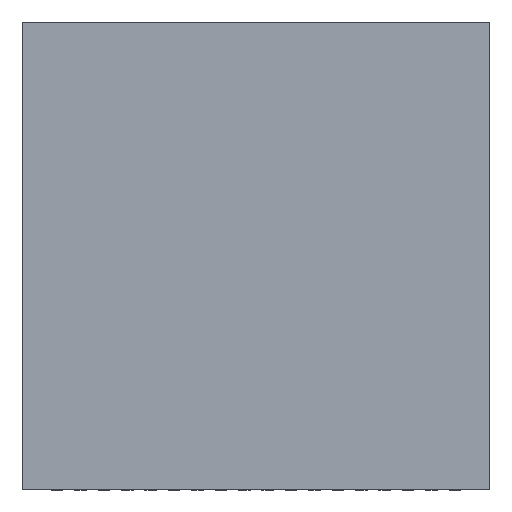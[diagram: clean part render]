
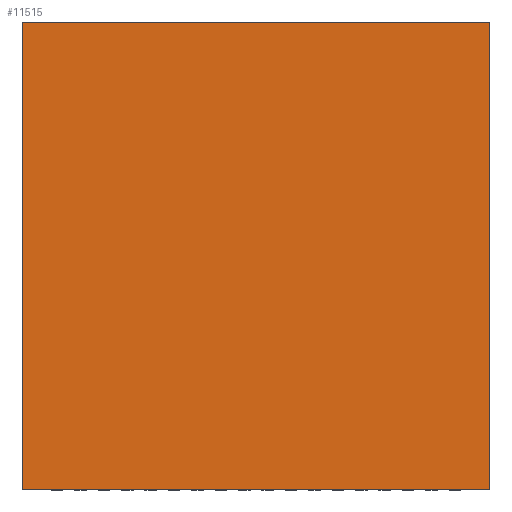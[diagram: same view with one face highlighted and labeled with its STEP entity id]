
A CAD part, top view. The second image highlights one B-rep face of the part: STEP entity #11515.
In plain terms, the highlighted face is planar.
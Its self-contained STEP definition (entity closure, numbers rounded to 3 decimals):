
#4906=DIRECTION('',(0.,0.,1.));
#4907=VECTOR('',#4906,10.);
#4908=CARTESIAN_POINT('',(-5.,0.854,-5.));
#4909=LINE('',#4908,#4907);
#4913=DIRECTION('',(-1.,0.,0.));
#4914=VECTOR('',#4913,10.);
#4915=CARTESIAN_POINT('',(5.,0.854,-5.));
#4916=LINE('',#4915,#4914);
#4920=DIRECTION('',(0.,0.,-1.));
#4921=VECTOR('',#4920,10.);
#4922=CARTESIAN_POINT('',(5.,0.854,5.));
#4923=LINE('',#4922,#4921);
#4927=DIRECTION('',(1.,0.,0.));
#4928=VECTOR('',#4927,10.);
#4929=CARTESIAN_POINT('',(-5.,0.854,5.));
#4930=LINE('',#4929,#4928);
#6846=CARTESIAN_POINT('',(-5.,0.854,-5.));
#6847=CARTESIAN_POINT('',(-5.,0.854,5.));
#6848=VERTEX_POINT('',#6846);
#6849=VERTEX_POINT('',#6847);
#6850=CARTESIAN_POINT('',(5.,0.854,5.));
#6851=VERTEX_POINT('',#6850);
#6852=CARTESIAN_POINT('',(5.,0.854,-5.));
#6853=VERTEX_POINT('',#6852);
#11504=CARTESIAN_POINT('',(0.,0.854,0.));
#11505=DIRECTION('',(0.,1.,0.));
#11506=DIRECTION('',(1.,0.,0.));
#11507=AXIS2_PLACEMENT_3D('',#11504,#11505,#11506);
#11508=PLANE('',#11507);
#11509=ORIENTED_EDGE('',*,*,#8881,.F.);
#11510=ORIENTED_EDGE('',*,*,#10036,.F.);
#11511=ORIENTED_EDGE('',*,*,#11073,.F.);
#11512=ORIENTED_EDGE('',*,*,#11293,.F.);
#11513=EDGE_LOOP('',(#11509,#11510,#11511,#11512));
#11514=FACE_OUTER_BOUND('',#11513,.F.);
#8881=EDGE_CURVE('',#6848,#6849,#4909,.T.);
#10036=EDGE_CURVE('',#6853,#6848,#4916,.T.);
#11073=EDGE_CURVE('',#6851,#6853,#4923,.T.);
#11293=EDGE_CURVE('',#6849,#6851,#4930,.T.);
#11515=ADVANCED_FACE('',(#11514),#11508,.T.);
